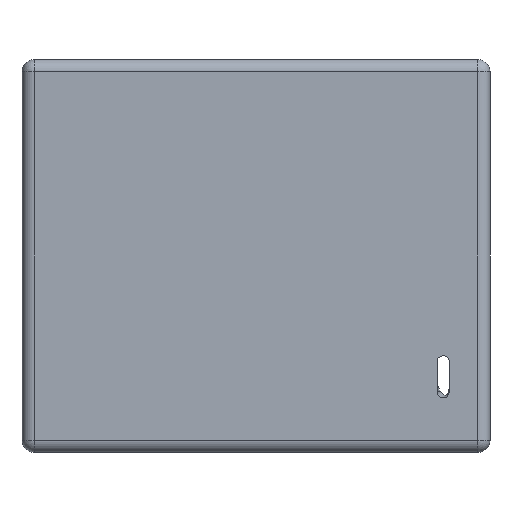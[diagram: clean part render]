
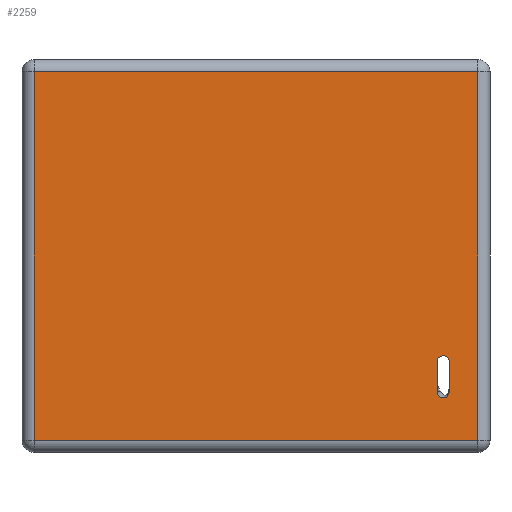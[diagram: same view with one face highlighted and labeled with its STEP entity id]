
A CAD part, front view. The second image highlights one B-rep face of the part: STEP entity #2259.
In plain terms, the highlighted planar face has unit normal (0, -1, 0).
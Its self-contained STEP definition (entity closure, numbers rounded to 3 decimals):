
#34=FACE_BOUND('',#355,.T.);
#125=PLANE('',#2511);
#221=FACE_OUTER_BOUND('',#354,.T.);
#354=EDGE_LOOP('',(#1876,#1877,#1878,#1879));
#355=EDGE_LOOP('',(#1880,#1881,#1882,#1883));
#521=LINE('',#3993,#694);
#526=LINE('',#4005,#699);
#528=LINE('',#4016,#701);
#530=LINE('',#4024,#703);
#532=LINE('',#4034,#705);
#534=LINE('',#4043,#707);
#694=VECTOR('',#2983,10.);
#699=VECTOR('',#2996,10.);
#701=VECTOR('',#3010,10.);
#703=VECTOR('',#3018,10.);
#705=VECTOR('',#3030,10.);
#707=VECTOR('',#3042,10.);
#841=CIRCLE('',#2477,1.);
#842=CIRCLE('',#2480,1.);
#1042=VERTEX_POINT('',#3990);
#1043=VERTEX_POINT('',#3992);
#1045=VERTEX_POINT('',#3998);
#1046=VERTEX_POINT('',#4003);
#1048=VERTEX_POINT('',#4013);
#1049=VERTEX_POINT('',#4015);
#1052=VERTEX_POINT('',#4023);
#1055=VERTEX_POINT('',#4033);
#1326=EDGE_CURVE('',#1043,#1042,#521,.T.);
#1330=EDGE_CURVE('',#1042,#1045,#841,.T.);
#1333=EDGE_CURVE('',#1045,#1046,#526,.T.);
#1334=EDGE_CURVE('',#1046,#1043,#842,.T.);
#1337=EDGE_CURVE('',#1048,#1049,#528,.T.);
#1341=EDGE_CURVE('',#1049,#1052,#530,.T.);
#1346=EDGE_CURVE('',#1052,#1055,#532,.T.);
#1351=EDGE_CURVE('',#1055,#1048,#534,.T.);
#1876=ORIENTED_EDGE('',*,*,#1337,.F.);
#1877=ORIENTED_EDGE('',*,*,#1351,.F.);
#1878=ORIENTED_EDGE('',*,*,#1346,.F.);
#1879=ORIENTED_EDGE('',*,*,#1341,.F.);
#1880=ORIENTED_EDGE('',*,*,#1326,.T.);
#1881=ORIENTED_EDGE('',*,*,#1330,.T.);
#1882=ORIENTED_EDGE('',*,*,#1333,.T.);
#1883=ORIENTED_EDGE('',*,*,#1334,.T.);
#2259=ADVANCED_FACE('',(#221,#34),#125,.F.);
#2477=AXIS2_PLACEMENT_3D('',#4000,#2990,#2991);
#2480=AXIS2_PLACEMENT_3D('',#4007,#2999,#3000);
#2511=AXIS2_PLACEMENT_3D('',#4077,#3079,#3080);
#2983=DIRECTION('',(0.,0.,-1.));
#2990=DIRECTION('center_axis',(0.,1.,0.));
#2991=DIRECTION('ref_axis',(1.,0.,0.));
#2996=DIRECTION('',(0.,0.,1.));
#2999=DIRECTION('center_axis',(0.,1.,0.));
#3000=DIRECTION('ref_axis',(-1.,0.,0.));
#3010=DIRECTION('',(-1.,0.,0.));
#3018=DIRECTION('',(0.,0.,1.));
#3030=DIRECTION('',(1.,0.,0.));
#3042=DIRECTION('',(0.,0.,-1.));
#3079=DIRECTION('center_axis',(0.,1.,0.));
#3080=DIRECTION('ref_axis',(0.,0.,1.));
#3990=CARTESIAN_POINT('',(32.,0.,-22.5));
#3992=CARTESIAN_POINT('',(32.,0.,-17.5));
#3993=CARTESIAN_POINT('',(32.,0.,-11.25));
#3998=CARTESIAN_POINT('',(30.,0.,-22.5));
#4000=CARTESIAN_POINT('Origin',(31.,0.,-22.5));
#4003=CARTESIAN_POINT('',(30.,0.,-17.5));
#4005=CARTESIAN_POINT('',(30.,0.,-8.75));
#4007=CARTESIAN_POINT('Origin',(31.,0.,-17.5));
#4013=CARTESIAN_POINT('',(36.75,0.,-30.5));
#4015=CARTESIAN_POINT('',(-36.75,0.,-30.5));
#4016=CARTESIAN_POINT('',(19.375,0.,-30.5));
#4023=CARTESIAN_POINT('',(-36.75,0.,30.5));
#4024=CARTESIAN_POINT('',(-36.75,0.,-16.25));
#4033=CARTESIAN_POINT('',(36.75,0.,30.5));
#4034=CARTESIAN_POINT('',(-19.375,0.,30.5));
#4043=CARTESIAN_POINT('',(36.75,0.,16.25));
#4077=CARTESIAN_POINT('Origin',(0.,0.,0.));
